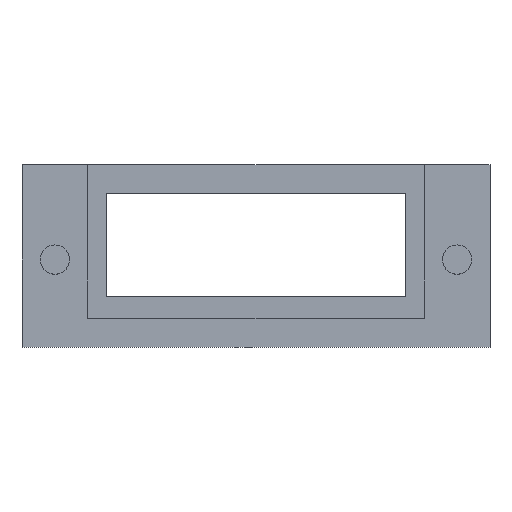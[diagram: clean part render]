
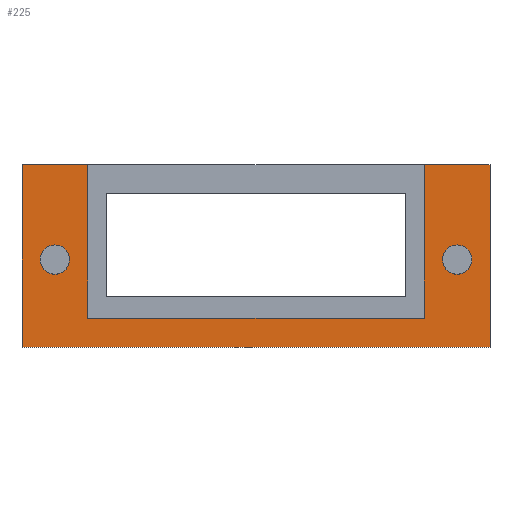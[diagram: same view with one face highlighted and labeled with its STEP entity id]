
A CAD part, top view. The second image highlights one B-rep face of the part: STEP entity #225.
In plain terms, the highlighted planar face has unit normal (0, 0, 1).
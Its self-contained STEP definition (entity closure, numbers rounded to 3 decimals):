
#10 = VECTOR ( 'NONE', #158, 1000. ) ;
#18 = EDGE_CURVE ( 'NONE', #363, #557, #583, .T. ) ;
#19 = CARTESIAN_POINT ( 'NONE',  ( 32., -12., 0. ) ) ;
#28 = CARTESIAN_POINT ( 'NONE',  ( -27.5, 0., 0. ) ) ;
#32 = VERTEX_POINT ( 'NONE', #374 ) ;
#40 = VERTEX_POINT ( 'NONE', #644 ) ;
#41 = AXIS2_PLACEMENT_3D ( 'NONE', #28, #426, #356 ) ;
#55 = CIRCLE ( 'NONE', #403, 2. ) ;
#58 = EDGE_CURVE ( 'NONE', #501, #40, #488, .T. ) ;
#69 = CARTESIAN_POINT ( 'NONE',  ( -32., -12., 0. ) ) ;
#74 = DIRECTION ( 'NONE',  ( -1., 0., 0. ) ) ;
#81 = VERTEX_POINT ( 'NONE', #271 ) ;
#96 = ORIENTED_EDGE ( 'NONE', *, *, #18, .T. ) ;
#110 = DIRECTION ( 'NONE',  ( 0., 1., 0. ) ) ;
#113 = DIRECTION ( 'NONE',  ( -1., 0., 0. ) ) ;
#114 = EDGE_CURVE ( 'NONE', #32, #145, #597, .T. ) ;
#118 = ORIENTED_EDGE ( 'NONE', *, *, #590, .F. ) ;
#125 = DIRECTION ( 'NONE',  ( 0., -1., 0. ) ) ;
#126 = CIRCLE ( 'NONE', #128, 2. ) ;
#128 = AXIS2_PLACEMENT_3D ( 'NONE', #216, #397, #328 ) ;
#132 = ORIENTED_EDGE ( 'NONE', *, *, #329, .F. ) ;
#145 = VERTEX_POINT ( 'NONE', #392 ) ;
#146 = DIRECTION ( 'NONE',  ( 0., 0., 1. ) ) ;
#151 = ORIENTED_EDGE ( 'NONE', *, *, #171, .F. ) ;
#158 = DIRECTION ( 'NONE',  ( 0., -1., 0. ) ) ;
#162 = VECTOR ( 'NONE', #460, 1000. ) ;
#170 = ORIENTED_EDGE ( 'NONE', *, *, #187, .F. ) ;
#171 = EDGE_CURVE ( 'NONE', #218, #81, #55, .T. ) ;
#185 = CARTESIAN_POINT ( 'NONE',  ( 32., 13., 0. ) ) ;
#187 = EDGE_CURVE ( 'NONE', #363, #359, #360, .T. ) ;
#189 = CARTESIAN_POINT ( 'NONE',  ( -32., 13., 0. ) ) ;
#199 = DIRECTION ( 'NONE',  ( -1., 0., 0. ) ) ;
#200 = CARTESIAN_POINT ( 'NONE',  ( -32., -12., 0. ) ) ;
#203 = VECTOR ( 'NONE', #442, 1000. ) ;
#216 = CARTESIAN_POINT ( 'NONE',  ( -27.5, 0., 0. ) ) ;
#218 = VERTEX_POINT ( 'NONE', #465 ) ;
#220 = CARTESIAN_POINT ( 'NONE',  ( 27.5, 0., 0. ) ) ;
#225 = ADVANCED_FACE ( 'NONE', ( #269, #554, #473 ), #395, .F. ) ;
#228 = CARTESIAN_POINT ( 'NONE',  ( -23., 13., 0. ) ) ;
#240 = ORIENTED_EDGE ( 'NONE', *, *, #114, .F. ) ;
#244 = DIRECTION ( 'NONE',  ( -1., 0., 0. ) ) ;
#246 = DIRECTION ( 'NONE',  ( 1., 0., 0. ) ) ;
#248 = LINE ( 'NONE', #185, #618 ) ;
#250 = LINE ( 'NONE', #189, #539 ) ;
#261 = DIRECTION ( 'NONE',  ( 0., 0., -1. ) ) ;
#262 = LINE ( 'NONE', #200, #400 ) ;
#269 = FACE_BOUND ( 'NONE', #559, .T. ) ;
#271 = CARTESIAN_POINT ( 'NONE',  ( 29.5, 0., 0. ) ) ;
#279 = EDGE_CURVE ( 'NONE', #565, #320, #248, .T. ) ;
#281 = DIRECTION ( 'NONE',  ( 1., 0., 0. ) ) ;
#307 = DIRECTION ( 'NONE',  ( 0., 0., 1. ) ) ;
#309 = CARTESIAN_POINT ( 'NONE',  ( -23., -8., 0. ) ) ;
#320 = VERTEX_POINT ( 'NONE', #491 ) ;
#325 = EDGE_CURVE ( 'NONE', #376, #565, #417, .T. ) ;
#326 = CARTESIAN_POINT ( 'NONE',  ( 0., 0., 0. ) ) ;
#328 = DIRECTION ( 'NONE',  ( -1., 0., 0. ) ) ;
#329 = EDGE_CURVE ( 'NONE', #81, #218, #537, .T. ) ;
#346 = CARTESIAN_POINT ( 'NONE',  ( 32., -12., 0. ) ) ;
#352 = ORIENTED_EDGE ( 'NONE', *, *, #279, .T. ) ;
#353 = AXIS2_PLACEMENT_3D ( 'NONE', #220, #146, #74 ) ;
#356 = DIRECTION ( 'NONE',  ( -1., 0., 0. ) ) ;
#359 = VERTEX_POINT ( 'NONE', #614 ) ;
#360 = LINE ( 'NONE', #228, #10 ) ;
#363 = VERTEX_POINT ( 'NONE', #550 ) ;
#364 = CARTESIAN_POINT ( 'NONE',  ( -32., 13., 0. ) ) ;
#373 = ORIENTED_EDGE ( 'NONE', *, *, #541, .F. ) ;
#374 = CARTESIAN_POINT ( 'NONE',  ( 23., -8., 0. ) ) ;
#376 = VERTEX_POINT ( 'NONE', #69 ) ;
#377 = CARTESIAN_POINT ( 'NONE',  ( 27.5, 0., 0. ) ) ;
#378 = LINE ( 'NONE', #309, #394 ) ;
#385 = EDGE_CURVE ( 'NONE', #557, #376, #262, .T. ) ;
#392 = CARTESIAN_POINT ( 'NONE',  ( 23., 13., 0. ) ) ;
#394 = VECTOR ( 'NONE', #246, 1000. ) ;
#395 = PLANE ( 'NONE',  #581 ) ;
#397 = DIRECTION ( 'NONE',  ( 0., 0., 1. ) ) ;
#400 = VECTOR ( 'NONE', #125, 1000. ) ;
#403 = AXIS2_PLACEMENT_3D ( 'NONE', #377, #307, #244 ) ;
#407 = EDGE_LOOP ( 'NONE', ( #132, #151 ) ) ;
#417 = LINE ( 'NONE', #346, #645 ) ;
#424 = EDGE_LOOP ( 'NONE', ( #440, #240, #373, #170, #96, #622, #496, #352 ) ) ;
#426 = DIRECTION ( 'NONE',  ( 0., 0., 1. ) ) ;
#440 = ORIENTED_EDGE ( 'NONE', *, *, #634, .T. ) ;
#442 = DIRECTION ( 'NONE',  ( -1., 0., 0. ) ) ;
#460 = DIRECTION ( 'NONE',  ( 0., 1., 0. ) ) ;
#465 = CARTESIAN_POINT ( 'NONE',  ( 25.5, 0., 0. ) ) ;
#473 = FACE_BOUND ( 'NONE', #407, .T. ) ;
#488 = CIRCLE ( 'NONE', #41, 2. ) ;
#491 = CARTESIAN_POINT ( 'NONE',  ( 32., 13., 0. ) ) ;
#496 = ORIENTED_EDGE ( 'NONE', *, *, #325, .T. ) ;
#501 = VERTEX_POINT ( 'NONE', #598 ) ;
#512 = ORIENTED_EDGE ( 'NONE', *, *, #58, .F. ) ;
#513 = CARTESIAN_POINT ( 'NONE',  ( -32., 13., 0. ) ) ;
#534 = CARTESIAN_POINT ( 'NONE',  ( 23., -8., 0. ) ) ;
#537 = CIRCLE ( 'NONE', #353, 2. ) ;
#539 = VECTOR ( 'NONE', #113, 1000. ) ;
#541 = EDGE_CURVE ( 'NONE', #359, #32, #378, .T. ) ;
#550 = CARTESIAN_POINT ( 'NONE',  ( -23., 13., 0. ) ) ;
#554 = FACE_OUTER_BOUND ( 'NONE', #424, .T. ) ;
#557 = VERTEX_POINT ( 'NONE', #364 ) ;
#559 = EDGE_LOOP ( 'NONE', ( #118, #512 ) ) ;
#565 = VERTEX_POINT ( 'NONE', #19 ) ;
#581 = AXIS2_PLACEMENT_3D ( 'NONE', #326, #261, #199 ) ;
#583 = LINE ( 'NONE', #513, #203 ) ;
#590 = EDGE_CURVE ( 'NONE', #40, #501, #126, .T. ) ;
#597 = LINE ( 'NONE', #534, #162 ) ;
#598 = CARTESIAN_POINT ( 'NONE',  ( -25.5, 0., 0. ) ) ;
#614 = CARTESIAN_POINT ( 'NONE',  ( -23., -8., 0. ) ) ;
#618 = VECTOR ( 'NONE', #110, 1000. ) ;
#622 = ORIENTED_EDGE ( 'NONE', *, *, #385, .T. ) ;
#634 = EDGE_CURVE ( 'NONE', #320, #145, #250, .T. ) ;
#644 = CARTESIAN_POINT ( 'NONE',  ( -29.5, 0., 0. ) ) ;
#645 = VECTOR ( 'NONE', #281, 1000. ) ;
